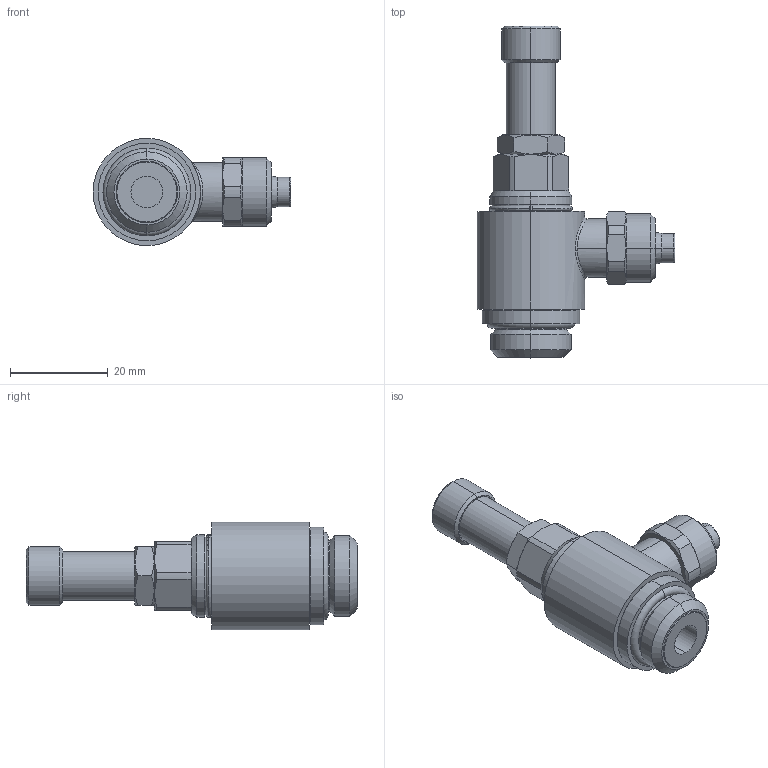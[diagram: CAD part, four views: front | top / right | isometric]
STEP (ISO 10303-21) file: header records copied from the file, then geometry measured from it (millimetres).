
FILE_DESCRIPTION (( 'STEP AP203' ), '1' );
FILE_NAME ('04320B43.STEP', '2010-04-26T14:26:14', ( 'Flavio' ), ( '' ), 'SwSTEP 2.0', 'SolidWorks 2009', '' );
FILE_SCHEMA (( 'CONFIG_CONTROL_DESIGN' ));
Length unit declared in the file: millimetre
Products named in the file (1): 04320B43
Bounding box: 40.5 x 68 x 22 mm (x, y, z)
Volume: 16233.9 mm3; surface area: 5670.4 mm2
Topology: 2 solids, 2 shells, 133 faces, 292 edges, 178 vertices
Faces by surface type: cylinder 44, plane 43, cone 38, torus 6, bspline 2
Entity records: 4850 total; most frequent: CARTESIAN_POINT 1849, DIRECTION 640, ORIENTED_EDGE 584, EDGE_CURVE 292, AXIS2_PLACEMENT_3D 270, VERTEX_POINT 178, EDGE_LOOP 148, CIRCLE 138
